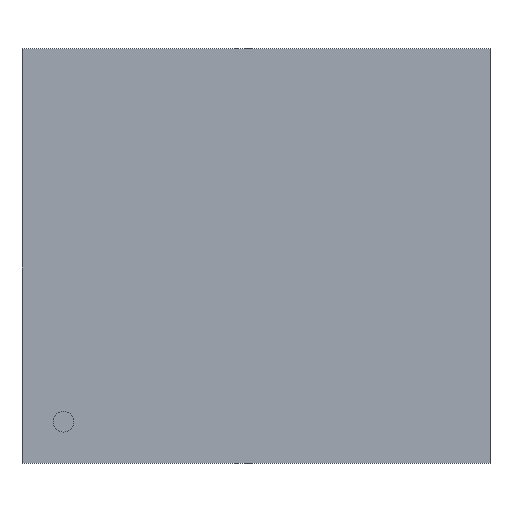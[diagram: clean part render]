
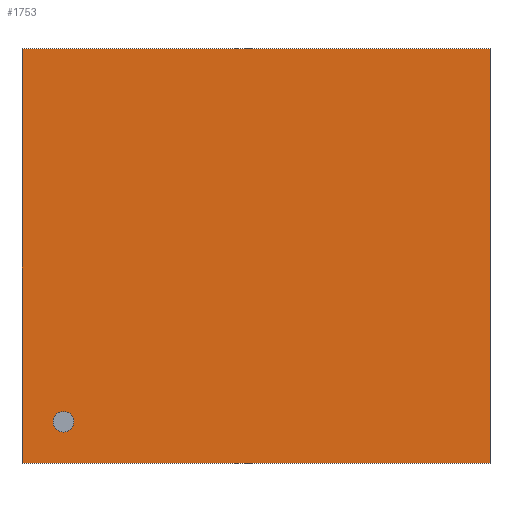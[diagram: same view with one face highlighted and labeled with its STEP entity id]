
A CAD part, top view. The second image highlights one B-rep face of the part: STEP entity #1753.
In plain terms, the highlighted planar face has unit normal (0, 0, 1).
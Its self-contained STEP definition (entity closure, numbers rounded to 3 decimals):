
#1529=CARTESIAN_POINT('',(6.553,-5.804,0.813));
#1528=VERTEX_POINT('',#1529);
#1539=CARTESIAN_POINT('',(-6.553,-5.804,0.813));
#1538=VERTEX_POINT('',#1539);
#1537=EDGE_CURVE('',#1538,#1528,#1542,.T.);
#1542=LINE('',#1539,#1544);
#1544=VECTOR('',#1545,13.106);
#1545=DIRECTION('',(1.0,0.0,0.0));
#1578=CARTESIAN_POINT('',(6.553,5.804,0.813));
#1577=VERTEX_POINT('',#1578);
#1586=EDGE_CURVE('',#1528,#1577,#1591,.T.);
#1591=LINE('',#1529,#1593);
#1593=VECTOR('',#1594,11.608);
#1594=DIRECTION('',(0.0,1.0,0.0));
#1627=CARTESIAN_POINT('',(-6.553,5.804,0.813));
#1626=VERTEX_POINT('',#1627);
#1635=EDGE_CURVE('',#1577,#1626,#1640,.T.);
#1640=LINE('',#1578,#1642);
#1642=VECTOR('',#1643,13.106);
#1643=DIRECTION('',(-1.0,0.0,0.0));
#1684=EDGE_CURVE('',#1626,#1538,#1689,.T.);
#1689=LINE('',#1627,#1691);
#1691=VECTOR('',#1692,11.608);
#1692=DIRECTION('',(0.0,-1.0,0.0));
#1753=ADVANCED_FACE('',(#1759),#1754,.T.);
#1754=PLANE('',#1755);
#1755=AXIS2_PLACEMENT_3D('',#1756,#1757,#1758);
#1756=CARTESIAN_POINT('',(-6.553,-5.804,0.813));
#1757=DIRECTION('',(0.0,0.0,1.0));
#1758=DIRECTION('',(0.,1.,0.));
#1759=FACE_OUTER_BOUND('',#1760,.T.);
#1760=EDGE_LOOP('',(#1761,#1771,#1781,#1791));
#1761=ORIENTED_EDGE('',*,*,#1537,.T.);
#1771=ORIENTED_EDGE('',*,*,#1586,.T.);
#1781=ORIENTED_EDGE('',*,*,#1635,.T.);
#1791=ORIENTED_EDGE('',*,*,#1684,.T.);
